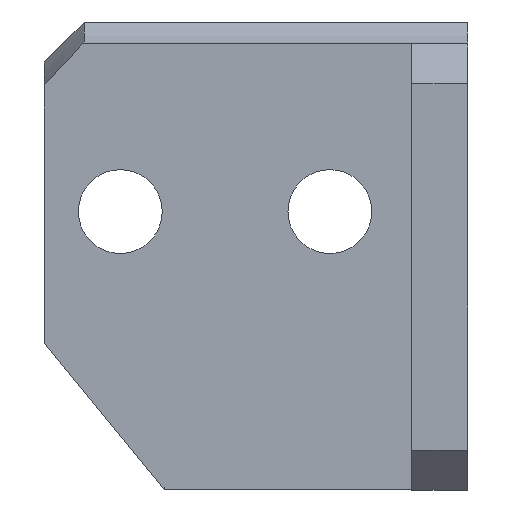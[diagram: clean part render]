
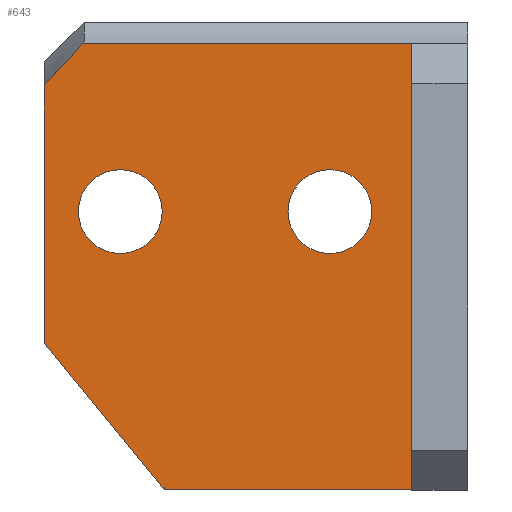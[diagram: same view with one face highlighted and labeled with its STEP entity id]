
A CAD part, front view. The second image highlights one B-rep face of the part: STEP entity #643.
In plain terms, the highlighted planar face has unit normal (0, -1, 0).
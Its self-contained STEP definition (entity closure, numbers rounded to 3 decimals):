
#22=FACE_BOUND('',#88,.T.);
#23=FACE_BOUND('',#89,.T.);
#31=(
BOUNDED_CURVE()
B_SPLINE_CURVE(2,(#932,#933,#934),.UNSPECIFIED.,.F.,.F.)
B_SPLINE_CURVE_WITH_KNOTS((3,3),(0.,0.119),.UNSPECIFIED.)
CURVE()
GEOMETRIC_REPRESENTATION_ITEM()
RATIONAL_B_SPLINE_CURVE((1.,1.225,1.405))
REPRESENTATION_ITEM('')
);
#35=CIRCLE('',#695,2.1);
#36=CIRCLE('',#696,2.1);
#52=FACE_OUTER_BOUND('',#87,.T.);
#87=EDGE_LOOP('',(#444,#445,#446,#447,#448,#449));
#88=EDGE_LOOP('',(#450));
#89=EDGE_LOOP('',(#451));
#132=LINE('',#942,#206);
#137=LINE('',#952,#211);
#138=LINE('',#954,#212);
#139=LINE('',#956,#213);
#140=LINE('',#957,#214);
#206=VECTOR('',#754,10.);
#211=VECTOR('',#761,10.);
#212=VECTOR('',#762,10.);
#213=VECTOR('',#763,10.);
#214=VECTOR('',#764,10.);
#281=VERTEX_POINT('',#929);
#282=VERTEX_POINT('',#931);
#284=VERTEX_POINT('',#941);
#288=VERTEX_POINT('',#951);
#289=VERTEX_POINT('',#953);
#290=VERTEX_POINT('',#955);
#291=VERTEX_POINT('',#958);
#292=VERTEX_POINT('',#960);
#342=EDGE_CURVE('',#281,#282,#31,.T.);
#345=EDGE_CURVE('',#284,#282,#132,.T.);
#350=EDGE_CURVE('',#288,#281,#137,.T.);
#351=EDGE_CURVE('',#289,#288,#138,.T.);
#352=EDGE_CURVE('',#290,#289,#139,.T.);
#353=EDGE_CURVE('',#290,#284,#140,.F.);
#354=EDGE_CURVE('',#291,#291,#35,.T.);
#355=EDGE_CURVE('',#292,#292,#36,.T.);
#444=ORIENTED_EDGE('',*,*,#342,.F.);
#445=ORIENTED_EDGE('',*,*,#350,.F.);
#446=ORIENTED_EDGE('',*,*,#351,.F.);
#447=ORIENTED_EDGE('',*,*,#352,.F.);
#448=ORIENTED_EDGE('',*,*,#353,.T.);
#449=ORIENTED_EDGE('',*,*,#345,.T.);
#450=ORIENTED_EDGE('',*,*,#354,.T.);
#451=ORIENTED_EDGE('',*,*,#355,.T.);
#615=PLANE('',#694);
#643=ADVANCED_FACE('',(#52,#22,#23),#615,.F.);
#694=AXIS2_PLACEMENT_3D('',#950,#759,#760);
#695=AXIS2_PLACEMENT_3D('',#959,#765,#766);
#696=AXIS2_PLACEMENT_3D('',#961,#767,#768);
#754=DIRECTION('',(-1.,0.,0.));
#759=DIRECTION('center_axis',(0.,1.,0.));
#760=DIRECTION('ref_axis',(-1.,0.,0.));
#761=DIRECTION('',(0.,0.,1.));
#762=DIRECTION('',(-0.633,0.,0.774));
#763=DIRECTION('',(-1.,0.,0.));
#764=DIRECTION('',(0.,0.,-1.));
#765=DIRECTION('center_axis',(0.,1.,0.));
#766=DIRECTION('ref_axis',(-1.,0.,0.));
#767=DIRECTION('center_axis',(0.,1.,0.));
#768=DIRECTION('ref_axis',(-1.,0.,0.));
#929=CARTESIAN_POINT('',(-18.2,-14.,0.846));
#931=CARTESIAN_POINT('',(-16.313,-14.,2.9));
#932=CARTESIAN_POINT('Ctrl Pts',(-18.2,-14.,0.846));
#933=CARTESIAN_POINT('Ctrl Pts',(-16.997,-14.,2.112));
#934=CARTESIAN_POINT('Ctrl Pts',(-16.313,-14.,2.9));
#941=CARTESIAN_POINT('',(0.2,-14.,2.9));
#942=CARTESIAN_POINT('',(0.1,-14.,2.9));
#950=CARTESIAN_POINT('Origin',(0.,-14.,-25.));
#951=CARTESIAN_POINT('',(-18.2,-14.,-12.12));
#952=CARTESIAN_POINT('',(-18.2,-14.,-19.452));
#953=CARTESIAN_POINT('',(-12.2,-14.,-19.452));
#954=CARTESIAN_POINT('',(-9.394,-14.,-22.88));
#955=CARTESIAN_POINT('',(0.2,-14.,-19.452));
#956=CARTESIAN_POINT('',(1.5,-14.,-19.452));
#957=CARTESIAN_POINT('',(0.2,-14.,-25.));
#958=CARTESIAN_POINT('',(-12.3,-14.,-5.5));
#959=CARTESIAN_POINT('Origin',(-14.4,-14.,-5.5));
#960=CARTESIAN_POINT('',(-1.8,-14.,-5.5));
#961=CARTESIAN_POINT('Origin',(-3.9,-14.,-5.5));
